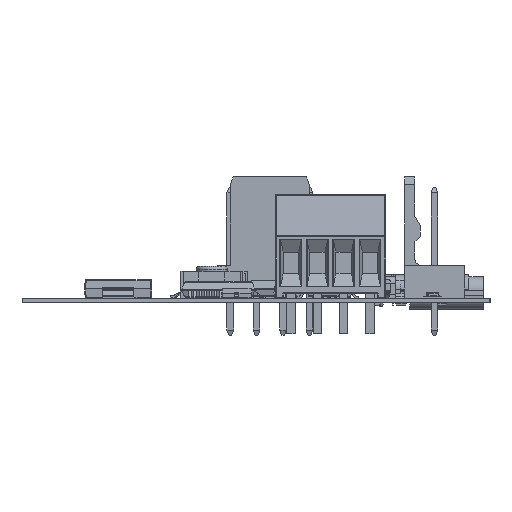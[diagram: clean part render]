
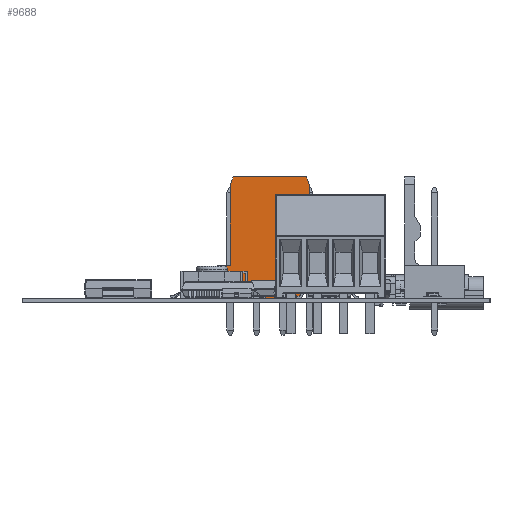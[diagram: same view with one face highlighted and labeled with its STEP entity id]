
A CAD part, left-side view. The second image highlights one B-rep face of the part: STEP entity #9688.
In plain terms, the highlighted face is planar.
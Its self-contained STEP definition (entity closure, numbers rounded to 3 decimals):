
#9688 = ADVANCED_FACE('',(#9689),#9899,.T.);
#9689 = FACE_BOUND('',#9690,.T.);
#9690 = EDGE_LOOP('',(#9691,#9701,#9709,#9717,#9725,#9733,#9741,#9749,
    #9757,#9765,#9773,#9781,#9789,#9797,#9805,#9813,#9821,#9829,#9837,
    #9845,#9853,#9861,#9869,#9877,#9885,#9893));
#9691 = ORIENTED_EDGE('',*,*,#9692,.T.);
#9692 = EDGE_CURVE('',#9693,#9695,#9697,.T.);
#9693 = VERTEX_POINT('',#9694);
#9694 = CARTESIAN_POINT('',(4.65,-0.94,-2.9));
#9695 = VERTEX_POINT('',#9696);
#9696 = CARTESIAN_POINT('',(2.97,-0.94,-2.9));
#9697 = LINE('',#9698,#9699);
#9698 = CARTESIAN_POINT('',(4.65,-0.94,-2.9));
#9699 = VECTOR('',#9700,1.);
#9700 = DIRECTION('',(-1.,0.,0.));
#9701 = ORIENTED_EDGE('',*,*,#9702,.T.);
#9702 = EDGE_CURVE('',#9695,#9703,#9705,.T.);
#9703 = VERTEX_POINT('',#9704);
#9704 = CARTESIAN_POINT('',(2.97,-1.58,-2.9));
#9705 = LINE('',#9706,#9707);
#9706 = CARTESIAN_POINT('',(2.97,-0.94,-2.9));
#9707 = VECTOR('',#9708,1.);
#9708 = DIRECTION('',(0.,-1.,0.));
#9709 = ORIENTED_EDGE('',*,*,#9710,.F.);
#9710 = EDGE_CURVE('',#9711,#9703,#9713,.T.);
#9711 = VERTEX_POINT('',#9712);
#9712 = CARTESIAN_POINT('',(2.11,-1.58,-2.9));
#9713 = LINE('',#9714,#9715);
#9714 = CARTESIAN_POINT('',(-5.08,-1.58,-2.9));
#9715 = VECTOR('',#9716,1.);
#9716 = DIRECTION('',(1.,0.,0.));
#9717 = ORIENTED_EDGE('',*,*,#9718,.T.);
#9718 = EDGE_CURVE('',#9711,#9719,#9721,.T.);
#9719 = VERTEX_POINT('',#9720);
#9720 = CARTESIAN_POINT('',(2.11,-0.94,-2.9));
#9721 = LINE('',#9722,#9723);
#9722 = CARTESIAN_POINT('',(2.11,-1.58,-2.9));
#9723 = VECTOR('',#9724,1.);
#9724 = DIRECTION('',(0.,1.,0.));
#9725 = ORIENTED_EDGE('',*,*,#9726,.T.);
#9726 = EDGE_CURVE('',#9719,#9727,#9729,.T.);
#9727 = VERTEX_POINT('',#9728);
#9728 = CARTESIAN_POINT('',(0.43,-0.94,-2.9));
#9729 = LINE('',#9730,#9731);
#9730 = CARTESIAN_POINT('',(-5.08,-0.94,-2.9));
#9731 = VECTOR('',#9732,1.);
#9732 = DIRECTION('',(-1.,0.,0.));
#9733 = ORIENTED_EDGE('',*,*,#9734,.T.);
#9734 = EDGE_CURVE('',#9727,#9735,#9737,.T.);
#9735 = VERTEX_POINT('',#9736);
#9736 = CARTESIAN_POINT('',(0.43,-1.58,-2.9));
#9737 = LINE('',#9738,#9739);
#9738 = CARTESIAN_POINT('',(0.43,-0.94,-2.9));
#9739 = VECTOR('',#9740,1.);
#9740 = DIRECTION('',(0.,-1.,0.));
#9741 = ORIENTED_EDGE('',*,*,#9742,.F.);
#9742 = EDGE_CURVE('',#9743,#9735,#9745,.T.);
#9743 = VERTEX_POINT('',#9744);
#9744 = CARTESIAN_POINT('',(-0.43,-1.58,-2.9));
#9745 = LINE('',#9746,#9747);
#9746 = CARTESIAN_POINT('',(-5.08,-1.58,-2.9));
#9747 = VECTOR('',#9748,1.);
#9748 = DIRECTION('',(1.,0.,0.));
#9749 = ORIENTED_EDGE('',*,*,#9750,.T.);
#9750 = EDGE_CURVE('',#9743,#9751,#9753,.T.);
#9751 = VERTEX_POINT('',#9752);
#9752 = CARTESIAN_POINT('',(-0.43,-0.94,-2.9));
#9753 = LINE('',#9754,#9755);
#9754 = CARTESIAN_POINT('',(-0.43,-1.58,-2.9));
#9755 = VECTOR('',#9756,1.);
#9756 = DIRECTION('',(0.,1.,0.));
#9757 = ORIENTED_EDGE('',*,*,#9758,.T.);
#9758 = EDGE_CURVE('',#9751,#9759,#9761,.T.);
#9759 = VERTEX_POINT('',#9760);
#9760 = CARTESIAN_POINT('',(-2.11,-0.94,-2.9));
#9761 = LINE('',#9762,#9763);
#9762 = CARTESIAN_POINT('',(-5.08,-0.94,-2.9));
#9763 = VECTOR('',#9764,1.);
#9764 = DIRECTION('',(-1.,0.,0.));
#9765 = ORIENTED_EDGE('',*,*,#9766,.T.);
#9766 = EDGE_CURVE('',#9759,#9767,#9769,.T.);
#9767 = VERTEX_POINT('',#9768);
#9768 = CARTESIAN_POINT('',(-2.11,-1.58,-2.9));
#9769 = LINE('',#9770,#9771);
#9770 = CARTESIAN_POINT('',(-2.11,-0.94,-2.9));
#9771 = VECTOR('',#9772,1.);
#9772 = DIRECTION('',(0.,-1.,0.));
#9773 = ORIENTED_EDGE('',*,*,#9774,.F.);
#9774 = EDGE_CURVE('',#9775,#9767,#9777,.T.);
#9775 = VERTEX_POINT('',#9776);
#9776 = CARTESIAN_POINT('',(-2.97,-1.58,-2.9));
#9777 = LINE('',#9778,#9779);
#9778 = CARTESIAN_POINT('',(-5.08,-1.58,-2.9));
#9779 = VECTOR('',#9780,1.);
#9780 = DIRECTION('',(1.,0.,0.));
#9781 = ORIENTED_EDGE('',*,*,#9782,.T.);
#9782 = EDGE_CURVE('',#9775,#9783,#9785,.T.);
#9783 = VERTEX_POINT('',#9784);
#9784 = CARTESIAN_POINT('',(-2.97,-0.94,-2.9));
#9785 = LINE('',#9786,#9787);
#9786 = CARTESIAN_POINT('',(-2.97,-1.58,-2.9));
#9787 = VECTOR('',#9788,1.);
#9788 = DIRECTION('',(0.,1.,0.));
#9789 = ORIENTED_EDGE('',*,*,#9790,.T.);
#9790 = EDGE_CURVE('',#9783,#9791,#9793,.T.);
#9791 = VERTEX_POINT('',#9792);
#9792 = CARTESIAN_POINT('',(-4.65,-0.94,-2.9));
#9793 = LINE('',#9794,#9795);
#9794 = CARTESIAN_POINT('',(-2.97,-0.94,-2.9));
#9795 = VECTOR('',#9796,1.);
#9796 = DIRECTION('',(-1.,0.,0.));
#9797 = ORIENTED_EDGE('',*,*,#9798,.T.);
#9798 = EDGE_CURVE('',#9791,#9799,#9801,.T.);
#9799 = VERTEX_POINT('',#9800);
#9800 = CARTESIAN_POINT('',(-4.65,-1.58,-2.9));
#9801 = LINE('',#9802,#9803);
#9802 = CARTESIAN_POINT('',(-4.65,-0.94,-2.9));
#9803 = VECTOR('',#9804,1.);
#9804 = DIRECTION('',(0.,-1.,0.));
#9805 = ORIENTED_EDGE('',*,*,#9806,.F.);
#9806 = EDGE_CURVE('',#9807,#9799,#9809,.T.);
#9807 = VERTEX_POINT('',#9808);
#9808 = CARTESIAN_POINT('',(-5.08,-1.58,-2.9));
#9809 = LINE('',#9810,#9811);
#9810 = CARTESIAN_POINT('',(-5.08,-1.58,-2.9));
#9811 = VECTOR('',#9812,1.);
#9812 = DIRECTION('',(1.,0.,0.));
#9813 = ORIENTED_EDGE('',*,*,#9814,.T.);
#9814 = EDGE_CURVE('',#9807,#9815,#9817,.T.);
#9815 = VERTEX_POINT('',#9816);
#9816 = CARTESIAN_POINT('',(-5.08,1.58,-2.9));
#9817 = LINE('',#9818,#9819);
#9818 = CARTESIAN_POINT('',(-5.08,-1.58,-2.9));
#9819 = VECTOR('',#9820,1.);
#9820 = DIRECTION('',(0.,1.,0.));
#9821 = ORIENTED_EDGE('',*,*,#9822,.F.);
#9822 = EDGE_CURVE('',#9823,#9815,#9825,.T.);
#9823 = VERTEX_POINT('',#9824);
#9824 = CARTESIAN_POINT('',(-3.81,1.58,-2.9));
#9825 = LINE('',#9826,#9827);
#9826 = CARTESIAN_POINT('',(-5.08,1.58,-2.9));
#9827 = VECTOR('',#9828,1.);
#9828 = DIRECTION('',(-1.,0.,0.));
#9829 = ORIENTED_EDGE('',*,*,#9830,.T.);
#9830 = EDGE_CURVE('',#9823,#9831,#9833,.T.);
#9831 = VERTEX_POINT('',#9832);
#9832 = CARTESIAN_POINT('',(-3.81,9.37,-2.9));
#9833 = LINE('',#9834,#9835);
#9834 = CARTESIAN_POINT('',(-3.81,-1.58,-2.9));
#9835 = VECTOR('',#9836,1.);
#9836 = DIRECTION('',(0.,1.,0.));
#9837 = ORIENTED_EDGE('',*,*,#9838,.T.);
#9838 = EDGE_CURVE('',#9831,#9839,#9841,.T.);
#9839 = VERTEX_POINT('',#9840);
#9840 = CARTESIAN_POINT('',(-3.537,10.12,-2.9));
#9841 = LINE('',#9842,#9843);
#9842 = CARTESIAN_POINT('',(-3.81,9.37,-2.9));
#9843 = VECTOR('',#9844,1.);
#9844 = DIRECTION('',(0.342,0.94,0.));
#9845 = ORIENTED_EDGE('',*,*,#9846,.T.);
#9846 = EDGE_CURVE('',#9839,#9847,#9849,.T.);
#9847 = VERTEX_POINT('',#9848);
#9848 = CARTESIAN_POINT('',(3.537,10.12,-2.9));
#9849 = LINE('',#9850,#9851);
#9850 = CARTESIAN_POINT('',(-5.08,10.12,-2.9));
#9851 = VECTOR('',#9852,1.);
#9852 = DIRECTION('',(1.,0.,0.));
#9853 = ORIENTED_EDGE('',*,*,#9854,.T.);
#9854 = EDGE_CURVE('',#9847,#9855,#9857,.T.);
#9855 = VERTEX_POINT('',#9856);
#9856 = CARTESIAN_POINT('',(3.81,9.37,-2.9));
#9857 = LINE('',#9858,#9859);
#9858 = CARTESIAN_POINT('',(3.537,10.12,-2.9));
#9859 = VECTOR('',#9860,1.);
#9860 = DIRECTION('',(0.342,-0.94,0.));
#9861 = ORIENTED_EDGE('',*,*,#9862,.T.);
#9862 = EDGE_CURVE('',#9855,#9863,#9865,.T.);
#9863 = VERTEX_POINT('',#9864);
#9864 = CARTESIAN_POINT('',(3.81,1.58,-2.9));
#9865 = LINE('',#9866,#9867);
#9866 = CARTESIAN_POINT('',(3.81,-1.58,-2.9));
#9867 = VECTOR('',#9868,1.);
#9868 = DIRECTION('',(0.,-1.,0.));
#9869 = ORIENTED_EDGE('',*,*,#9870,.F.);
#9870 = EDGE_CURVE('',#9871,#9863,#9873,.T.);
#9871 = VERTEX_POINT('',#9872);
#9872 = CARTESIAN_POINT('',(5.08,1.58,-2.9));
#9873 = LINE('',#9874,#9875);
#9874 = CARTESIAN_POINT('',(-5.08,1.58,-2.9));
#9875 = VECTOR('',#9876,1.);
#9876 = DIRECTION('',(-1.,0.,0.));
#9877 = ORIENTED_EDGE('',*,*,#9878,.T.);
#9878 = EDGE_CURVE('',#9871,#9879,#9881,.T.);
#9879 = VERTEX_POINT('',#9880);
#9880 = CARTESIAN_POINT('',(5.08,-1.58,-2.9));
#9881 = LINE('',#9882,#9883);
#9882 = CARTESIAN_POINT('',(5.08,-1.58,-2.9));
#9883 = VECTOR('',#9884,1.);
#9884 = DIRECTION('',(0.,-1.,0.));
#9885 = ORIENTED_EDGE('',*,*,#9886,.F.);
#9886 = EDGE_CURVE('',#9887,#9879,#9889,.T.);
#9887 = VERTEX_POINT('',#9888);
#9888 = CARTESIAN_POINT('',(4.65,-1.58,-2.9));
#9889 = LINE('',#9890,#9891);
#9890 = CARTESIAN_POINT('',(-5.08,-1.58,-2.9));
#9891 = VECTOR('',#9892,1.);
#9892 = DIRECTION('',(1.,0.,0.));
#9893 = ORIENTED_EDGE('',*,*,#9894,.T.);
#9894 = EDGE_CURVE('',#9887,#9693,#9895,.T.);
#9895 = LINE('',#9896,#9897);
#9896 = CARTESIAN_POINT('',(4.65,-1.58,-2.9));
#9897 = VECTOR('',#9898,1.);
#9898 = DIRECTION('',(0.,1.,0.));
#9899 = PLANE('',#9900);
#9900 = AXIS2_PLACEMENT_3D('',#9901,#9902,#9903);
#9901 = CARTESIAN_POINT('',(-5.08,-1.58,-2.9));
#9902 = DIRECTION('',(0.,0.,-1.));
#9903 = DIRECTION('',(-1.,0.,0.));
